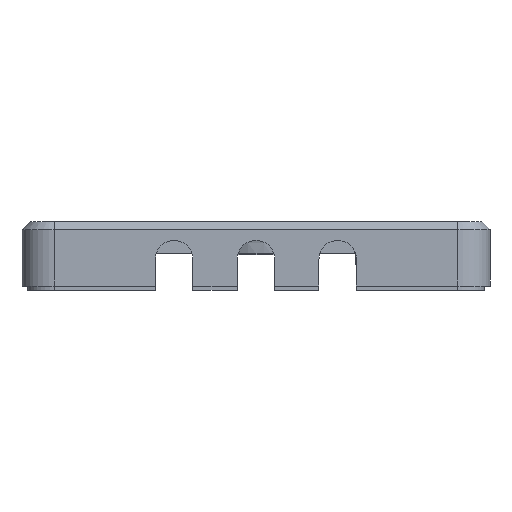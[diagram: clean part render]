
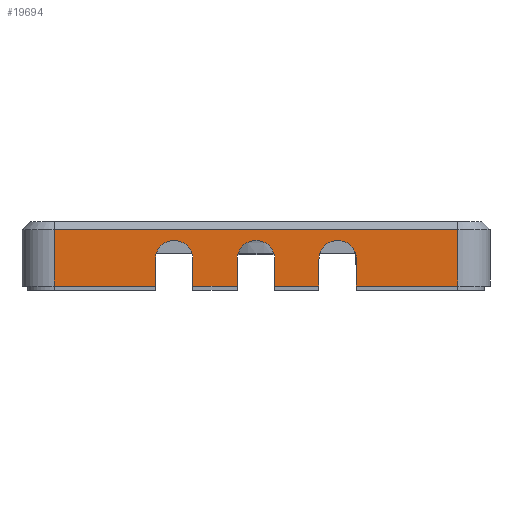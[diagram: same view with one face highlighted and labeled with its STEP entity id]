
A CAD part, front view. The second image highlights one B-rep face of the part: STEP entity #19694.
In plain terms, the highlighted planar face has unit normal (0, -1, 0).
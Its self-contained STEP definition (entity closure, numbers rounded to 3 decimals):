
#1283=CIRCLE('',#20608,3.5);
#1284=CIRCLE('',#20609,3.5);
#1285=CIRCLE('',#20610,3.5);
#2318=FACE_OUTER_BOUND('',#3494,.T.);
#3494=EDGE_LOOP('',(#17222,#17223,#17224,#17225,#17226,#17227,#17228,#17229,
#17230,#17231,#17232,#17233,#17234,#17235,#17236,#17237));
#5389=LINE('',#35168,#7391);
#5393=LINE('',#35181,#7395);
#5395=LINE('',#35187,#7397);
#5396=LINE('',#35189,#7398);
#5397=LINE('',#35191,#7399);
#5398=LINE('',#35195,#7400);
#5399=LINE('',#35197,#7401);
#5400=LINE('',#35199,#7402);
#5401=LINE('',#35203,#7403);
#5402=LINE('',#35205,#7404);
#5403=LINE('',#35207,#7405);
#5404=LINE('',#35211,#7406);
#5405=LINE('',#35212,#7407);
#7391=VECTOR('',#24002,10.);
#7395=VECTOR('',#24018,10.);
#7397=VECTOR('',#24024,10.);
#7398=VECTOR('',#24025,10.);
#7399=VECTOR('',#24026,10.);
#7400=VECTOR('',#24029,10.);
#7401=VECTOR('',#24030,10.);
#7402=VECTOR('',#24031,10.);
#7403=VECTOR('',#24034,10.);
#7404=VECTOR('',#24035,10.);
#7405=VECTOR('',#24036,10.);
#7406=VECTOR('',#24039,10.);
#7407=VECTOR('',#24040,10.);
#9352=VERTEX_POINT('',#35158);
#9354=VERTEX_POINT('',#35166);
#9357=VERTEX_POINT('',#35180);
#9359=VERTEX_POINT('',#35186);
#9360=VERTEX_POINT('',#35188);
#9361=VERTEX_POINT('',#35190);
#9362=VERTEX_POINT('',#35192);
#9363=VERTEX_POINT('',#35194);
#9364=VERTEX_POINT('',#35196);
#9365=VERTEX_POINT('',#35198);
#9366=VERTEX_POINT('',#35200);
#9367=VERTEX_POINT('',#35202);
#9368=VERTEX_POINT('',#35204);
#9369=VERTEX_POINT('',#35206);
#9370=VERTEX_POINT('',#35208);
#9371=VERTEX_POINT('',#35210);
#12036=EDGE_CURVE('',#9352,#9354,#5389,.T.);
#12042=EDGE_CURVE('',#9357,#9354,#5393,.T.);
#12045=EDGE_CURVE('',#9359,#9352,#5395,.T.);
#12046=EDGE_CURVE('',#9360,#9359,#5396,.T.);
#12047=EDGE_CURVE('',#9361,#9360,#5397,.T.);
#12048=EDGE_CURVE('',#9362,#9361,#1283,.T.);
#12049=EDGE_CURVE('',#9362,#9363,#5398,.T.);
#12050=EDGE_CURVE('',#9364,#9363,#5399,.T.);
#12051=EDGE_CURVE('',#9365,#9364,#5400,.T.);
#12052=EDGE_CURVE('',#9366,#9365,#1284,.T.);
#12053=EDGE_CURVE('',#9366,#9367,#5401,.T.);
#12054=EDGE_CURVE('',#9368,#9367,#5402,.T.);
#12055=EDGE_CURVE('',#9369,#9368,#5403,.T.);
#12056=EDGE_CURVE('',#9370,#9369,#1285,.T.);
#12057=EDGE_CURVE('',#9370,#9371,#5404,.T.);
#12058=EDGE_CURVE('',#9357,#9371,#5405,.T.);
#17222=ORIENTED_EDGE('',*,*,#12036,.F.);
#17223=ORIENTED_EDGE('',*,*,#12045,.F.);
#17224=ORIENTED_EDGE('',*,*,#12046,.F.);
#17225=ORIENTED_EDGE('',*,*,#12047,.F.);
#17226=ORIENTED_EDGE('',*,*,#12048,.F.);
#17227=ORIENTED_EDGE('',*,*,#12049,.T.);
#17228=ORIENTED_EDGE('',*,*,#12050,.F.);
#17229=ORIENTED_EDGE('',*,*,#12051,.F.);
#17230=ORIENTED_EDGE('',*,*,#12052,.F.);
#17231=ORIENTED_EDGE('',*,*,#12053,.T.);
#17232=ORIENTED_EDGE('',*,*,#12054,.F.);
#17233=ORIENTED_EDGE('',*,*,#12055,.F.);
#17234=ORIENTED_EDGE('',*,*,#12056,.F.);
#17235=ORIENTED_EDGE('',*,*,#12057,.T.);
#17236=ORIENTED_EDGE('',*,*,#12058,.F.);
#17237=ORIENTED_EDGE('',*,*,#12042,.T.);
#18698=PLANE('',#20607);
#19694=ADVANCED_FACE('',(#2318),#18698,.T.);
#20607=AXIS2_PLACEMENT_3D('',#35185,#24022,#24023);
#20608=AXIS2_PLACEMENT_3D('',#35193,#24027,#24028);
#20609=AXIS2_PLACEMENT_3D('',#35201,#24032,#24033);
#20610=AXIS2_PLACEMENT_3D('',#35209,#24037,#24038);
#24002=DIRECTION('',(1.,0.,0.));
#24018=DIRECTION('',(0.,0.,1.));
#24022=DIRECTION('center_axis',(0.,-1.,0.));
#24023=DIRECTION('ref_axis',(1.,0.,0.));
#24024=DIRECTION('',(0.,0.,1.));
#24025=DIRECTION('',(-1.,0.,0.));
#24026=DIRECTION('',(0.,0.,-1.));
#24027=DIRECTION('center_axis',(0.,-1.,0.));
#24028=DIRECTION('ref_axis',(0.707,0.,0.707));
#24029=DIRECTION('',(0.,0.,-1.));
#24030=DIRECTION('',(-1.,0.,0.));
#24031=DIRECTION('',(0.,0.,-1.));
#24032=DIRECTION('center_axis',(0.,-1.,0.));
#24033=DIRECTION('ref_axis',(0.707,0.,-0.707));
#24034=DIRECTION('',(0.,0.,-1.));
#24035=DIRECTION('',(-1.,0.,0.));
#24036=DIRECTION('',(0.,0.,-1.));
#24037=DIRECTION('center_axis',(0.,-1.,0.));
#24038=DIRECTION('ref_axis',(0.707,0.,0.707));
#24039=DIRECTION('',(0.,0.,-1.));
#24040=DIRECTION('',(-1.,0.,0.));
#35158=CARTESIAN_POINT('',(-37.64,-43.64,0.5));
#35166=CARTESIAN_POINT('',(37.64,-43.64,0.5));
#35168=CARTESIAN_POINT('',(-18.82,-43.64,0.5));
#35180=CARTESIAN_POINT('',(37.64,-43.64,-10.));
#35181=CARTESIAN_POINT('',(37.64,-43.64,0.));
#35185=CARTESIAN_POINT('Origin',(-37.64,-43.64,0.));
#35186=CARTESIAN_POINT('',(-37.64,-43.64,-10.));
#35187=CARTESIAN_POINT('',(-37.64,-43.64,0.));
#35188=CARTESIAN_POINT('',(-18.78,-43.64,-10.));
#35189=CARTESIAN_POINT('',(-37.64,-43.64,-10.));
#35190=CARTESIAN_POINT('',(-18.78,-43.64,-5.));
#35191=CARTESIAN_POINT('',(-18.78,-43.64,0.));
#35192=CARTESIAN_POINT('',(-11.78,-43.64,-5.));
#35193=CARTESIAN_POINT('Origin',(-15.28,-43.64,-5.));
#35194=CARTESIAN_POINT('',(-11.78,-43.64,-10.));
#35195=CARTESIAN_POINT('',(-11.78,-43.64,0.));
#35196=CARTESIAN_POINT('',(-3.5,-43.64,-10.));
#35197=CARTESIAN_POINT('',(-37.64,-43.64,-10.));
#35198=CARTESIAN_POINT('',(-3.5,-43.64,-5.));
#35199=CARTESIAN_POINT('',(-3.5,-43.64,0.));
#35200=CARTESIAN_POINT('',(3.5,-43.64,-5.));
#35201=CARTESIAN_POINT('Origin',(0.,-43.64,
-5.));
#35202=CARTESIAN_POINT('',(3.5,-43.64,-10.));
#35203=CARTESIAN_POINT('',(3.5,-43.64,0.));
#35204=CARTESIAN_POINT('',(11.74,-43.64,-10.));
#35205=CARTESIAN_POINT('',(-37.64,-43.64,-10.));
#35206=CARTESIAN_POINT('',(11.74,-43.64,-5.));
#35207=CARTESIAN_POINT('',(11.74,-43.64,0.));
#35208=CARTESIAN_POINT('',(18.74,-43.64,-5.));
#35209=CARTESIAN_POINT('Origin',(15.24,-43.64,-5.));
#35210=CARTESIAN_POINT('',(18.74,-43.64,-10.));
#35211=CARTESIAN_POINT('',(18.74,-43.64,0.));
#35212=CARTESIAN_POINT('',(-37.64,-43.64,-10.));
